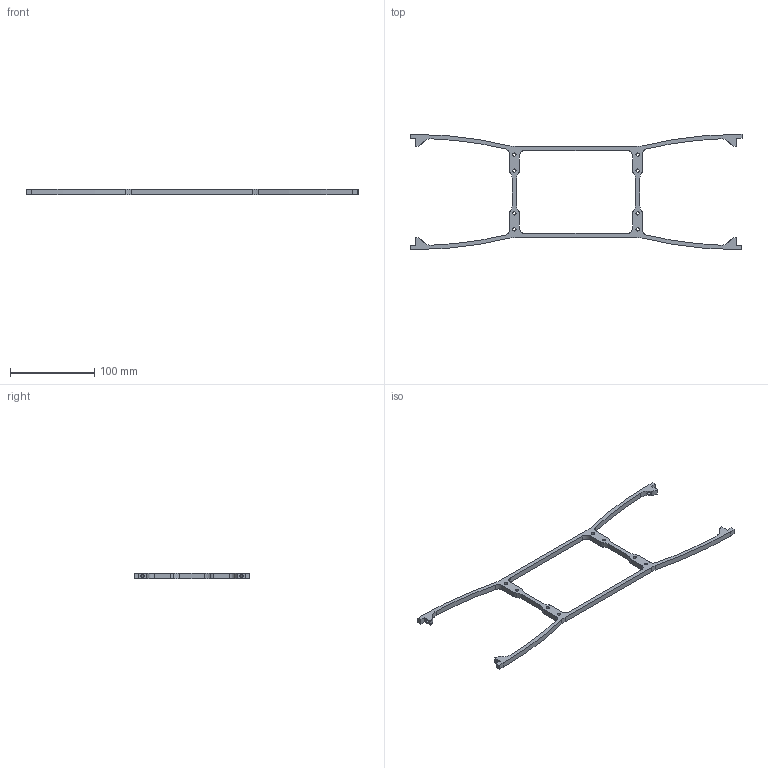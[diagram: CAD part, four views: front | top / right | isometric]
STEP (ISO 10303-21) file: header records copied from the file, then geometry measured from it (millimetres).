
FILE_DESCRIPTION (( 'STEP AP203' ), '1' );
FILE_NAME ('Front Plate.STEP', '2016-03-24T05:39:37', ( '' ), ( '' ), 'SwSTEP 2.0', 'SolidWorks 2015', '' );
FILE_SCHEMA (( 'CONFIG_CONTROL_DESIGN' ));
Length unit declared in the file: inch
Products named in the file (1): Front Plate
Bounding box: 393.7 x 136.53 x 6.35 mm (x, y, z)
Volume: 36559.2 mm3; surface area: 25206.1 mm2
Topology: 1 solids, 1 shells, 108 faces, 330 edges, 220 vertices
Faces by surface type: cylinder 74, plane 34
Entity records: 4069 total; most frequent: CARTESIAN_POINT 875, DIRECTION 672, ORIENTED_EDGE 660, EDGE_CURVE 330, AXIS2_PLACEMENT_3D 249, VERTEX_POINT 220, VECTOR 174, LINE 174
